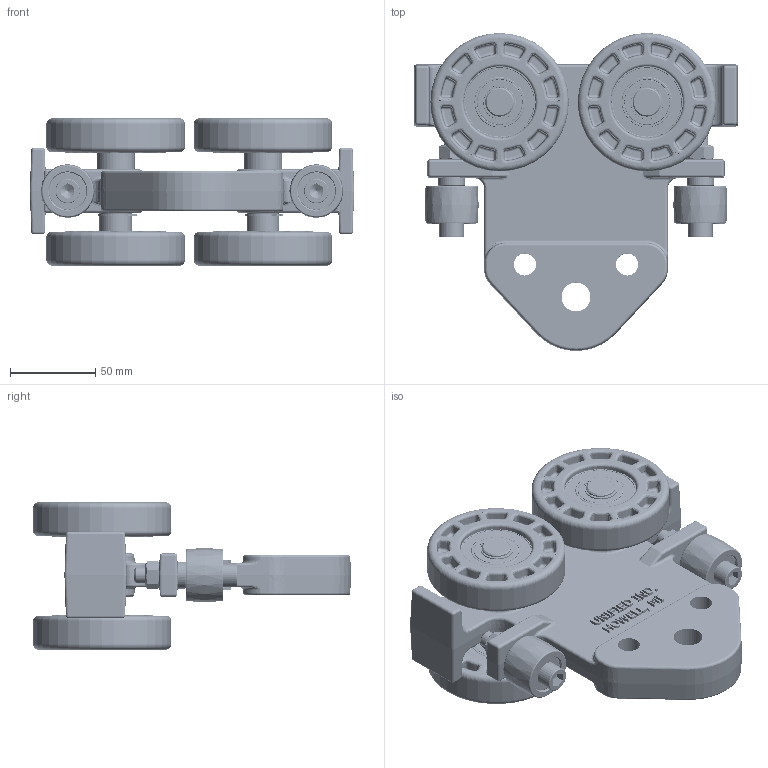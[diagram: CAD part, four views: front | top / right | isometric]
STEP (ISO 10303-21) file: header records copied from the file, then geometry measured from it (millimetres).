
FILE_DESCRIPTION((''),'2;1');
FILE_NAME('20070 ETA-8 PIN LOAD TROLLEY.stp','2013-01-14T08:47:55',('jholman'),(''),'Autodesk Inventor 2011','Autodesk Inventor 2011','');
FILE_SCHEMA(('AUTOMOTIVE_DESIGN { 1 0 10303 214 1 1 1 1 }'));
Length unit declared in the file: inch
Products named in the file (15): 20070; 59500M; 3D11JDF4B; 3D11I6B4A; Hex Nut - UNC (Regular Thread - Inch) 3/8 - 16; 3D11H6B4A; 70012; 3D11KDF4A; 3D11MDF4A; 3D11LDF4A; 3D11NDF4A; Unbrako UNC Hex Socket Cap - Inch 3/8 x 2; 32045; 3D11HDF4B; 3D11IDF4A
Assembly tree (26 placements, depth 3):
  20070
    59500M
    3D11JDF4B  x2
    3D11I6B4A  x2
    Hex Nut - UNC (Regular Thread - Inch) 3/8 - 16  x2
    3D11H6B4A  x4
    70012  x2
      3D11KDF4A
      3D11MDF4A
      3D11LDF4A
      3D11NDF4A
    Unbrako UNC Hex Socket Cap - Inch 3/8 x 2  x2
    32045  x4
      3D11HDF4B
      3D11IDF4A
Bounding box: 190.5 x 186.69 x 87.23 mm (x, y, z)
Volume: 751619.4 mm3; surface area: 207675 mm2
Topology: 29 solids, 31 shells, 4616 faces, 10715 edges, 5969 vertices
Faces by surface type: plane 1341, bspline 1134, torus 746, cylinder 637, sphere 466, cone 292
Full cylindrical faces by diameter (mm): 1.016 x8, 1.321 x4, 7.798 x2, 9.525 x8, 9.754 x2, 10 x2, 12.7 x4, 13 x2, 14.3 x2, 15.875 x2, 15.977 x4, 16.954 x8, 16.993 x4, 17 x1, 17.78 x2, 17.882 x2, 19.05 x10, 22.098 x4, 22.174 x4, 22.225 x6, 26.594 x8, 26.797 x8, 41.707 x8, 41.91 x8, 42.238 x8, 46.99 x4, 47 x4, 81.28 x4
Entity records: 58081 total; most frequent: CARTESIAN_POINT 19817, ORIENTED_EDGE 7816, DIRECTION 7335, EDGE_CURVE 3908, AXIS2_PLACEMENT_3D 2897, VERTEX_POINT 2350, EDGE_LOOP 1984, FACE_OUTER_BOUND 1752
